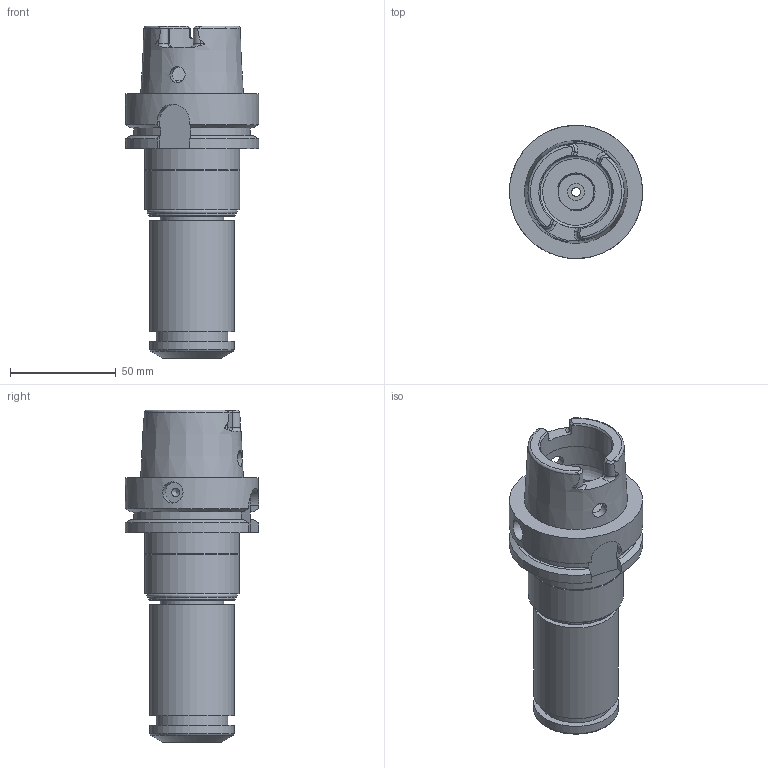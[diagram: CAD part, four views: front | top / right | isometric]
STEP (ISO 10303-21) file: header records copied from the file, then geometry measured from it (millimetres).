
FILE_DESCRIPTION(/* description */ (''),/* implementation_level */ '2;1');
FILE_NAME(/* name */ '256362507.stp',/* time_stamp */ '2021-01-08T12:30:54',/* author */ ('LRA'),/* organization */ ('REGO-FIX'),/* preprocessor_version */ ' Unknown',/* originating_system */ 'SIEMENS PLM Software Solid Edge ST10',/* authorization */ 'Unknown');
FILE_SCHEMA (('AUTOMOTIVE_DESIGN { 1 0 10303 214 2 1 1}'));
Length unit declared in the file: millimetre
Products named in the file (1): NOCUT
Bounding box: 62.93 x 62.96 x 157 mm (x, y, z)
Volume: 181069.9 mm3; surface area: 42931 mm2
Topology: 1 solids, 1 shells, 139 faces, 422 edges, 300 vertices
Faces by surface type: plane 57, cylinder 43, cone 25, torus 12, bspline 2
Full cylindrical faces by diameter (mm): 4.2 x1, 5 x1, 7.5 x2, 8 x1, 10 x1, 19 x1, 24.9 x1, 25 x1, 30 x1, 34 x3, 35 x1, 37 x1, 40 x3, 41 x2, 45 x2, 63 x1
Entity records: 6762 total; most frequent: CARTESIAN_POINT 2464, ORIENTED_EDGE 714, DIRECTION 625, EDGE_CURVE 357, VERTEX_POINT 279, AXIS2_PLACEMENT_3D 264, FACE_BOUND 204, EDGE_LOOP 203
